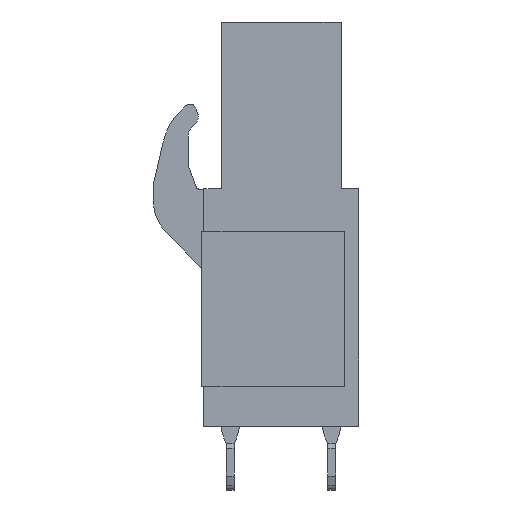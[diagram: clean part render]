
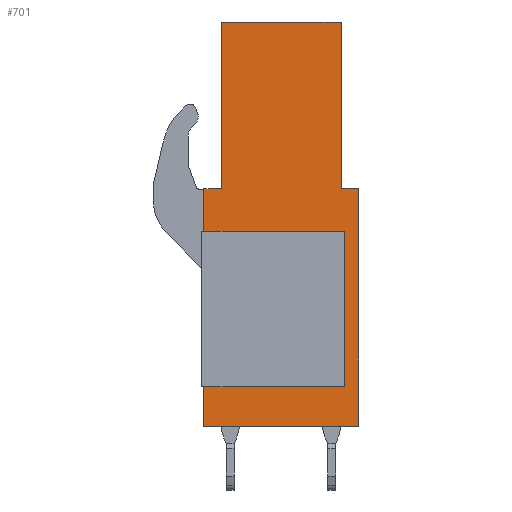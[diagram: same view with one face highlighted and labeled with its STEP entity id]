
A CAD part, left-side view. The second image highlights one B-rep face of the part: STEP entity #701.
In plain terms, the highlighted planar face has unit normal (-1, 0, 0).
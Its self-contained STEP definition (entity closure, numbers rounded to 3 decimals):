
#628=AXIS2_PLACEMENT_3D('Plane Axis2P3D',#625,#626,#627) ;
#36=CARTESIAN_POINT('Line Origine',(1.,3.875,23.45)) ;
#40=CARTESIAN_POINT('Vertex',(1.,0.875,23.45)) ;
#42=CARTESIAN_POINT('Vertex',(1.,6.875,23.45)) ;
#517=CARTESIAN_POINT('Vertex',(1.,7.75,3.2)) ;
#520=CARTESIAN_POINT('Line Origine',(1.,7.75,4.437)) ;
#524=CARTESIAN_POINT('Vertex',(1.,7.75,5.675)) ;
#531=CARTESIAN_POINT('Vertex',(1.,7.75,12.475)) ;
#534=CARTESIAN_POINT('Line Origine',(1.,7.75,13.787)) ;
#538=CARTESIAN_POINT('Vertex',(1.,7.75,15.1)) ;
#625=CARTESIAN_POINT('Axis2P3D Location',(1.,0.,0.)) ;
#630=CARTESIAN_POINT('Line Origine',(1.,4.225,12.475)) ;
#634=CARTESIAN_POINT('Vertex',(1.,0.7,12.475)) ;
#637=CARTESIAN_POINT('Line Origine',(1.,0.7,9.075)) ;
#641=CARTESIAN_POINT('Vertex',(1.,0.7,5.675)) ;
#644=CARTESIAN_POINT('Line Origine',(1.,4.225,5.675)) ;
#649=CARTESIAN_POINT('Line Origine',(1.,3.875,3.2)) ;
#653=CARTESIAN_POINT('Vertex',(1.,0.,3.2)) ;
#656=CARTESIAN_POINT('Line Origine',(1.,0.,9.15)) ;
#660=CARTESIAN_POINT('Vertex',(1.,0.,15.1)) ;
#663=CARTESIAN_POINT('Line Origine',(1.,0.438,15.1)) ;
#667=CARTESIAN_POINT('Vertex',(1.,0.875,15.1)) ;
#670=CARTESIAN_POINT('Line Origine',(1.,0.875,19.275)) ;
#675=CARTESIAN_POINT('Line Origine',(1.,6.875,19.275)) ;
#679=CARTESIAN_POINT('Vertex',(1.,6.875,15.1)) ;
#682=CARTESIAN_POINT('Line Origine',(1.,7.313,15.1)) ;
#37=DIRECTION('Vector Direction',(0.,1.,0.)) ;
#521=DIRECTION('Vector Direction',(0.,0.,1.)) ;
#535=DIRECTION('Vector Direction',(0.,0.,1.)) ;
#626=DIRECTION('Axis2P3D Direction',(1.,0.,0.)) ;
#627=DIRECTION('Axis2P3D XDirection',(0.,1.,0.)) ;
#631=DIRECTION('Vector Direction',(0.,-1.,0.)) ;
#638=DIRECTION('Vector Direction',(0.,0.,1.)) ;
#645=DIRECTION('Vector Direction',(0.,-1.,0.)) ;
#650=DIRECTION('Vector Direction',(0.,1.,0.)) ;
#657=DIRECTION('Vector Direction',(0.,0.,1.)) ;
#664=DIRECTION('Vector Direction',(0.,1.,0.)) ;
#671=DIRECTION('Vector Direction',(0.,0.,1.)) ;
#676=DIRECTION('Vector Direction',(0.,0.,1.)) ;
#683=DIRECTION('Vector Direction',(0.,-1.,0.)) ;
#38=VECTOR('Line Direction',#37,1.) ;
#522=VECTOR('Line Direction',#521,1.) ;
#536=VECTOR('Line Direction',#535,1.) ;
#632=VECTOR('Line Direction',#631,1.) ;
#639=VECTOR('Line Direction',#638,1.) ;
#646=VECTOR('Line Direction',#645,1.) ;
#651=VECTOR('Line Direction',#650,1.) ;
#658=VECTOR('Line Direction',#657,1.) ;
#665=VECTOR('Line Direction',#664,1.) ;
#672=VECTOR('Line Direction',#671,1.) ;
#677=VECTOR('Line Direction',#676,1.) ;
#684=VECTOR('Line Direction',#683,1.) ;
#688=ORIENTED_EDGE('',*,*,#636,.T.) ;
#689=ORIENTED_EDGE('',*,*,#643,.T.) ;
#690=ORIENTED_EDGE('',*,*,#648,.F.) ;
#691=ORIENTED_EDGE('',*,*,#526,.F.) ;
#692=ORIENTED_EDGE('',*,*,#655,.F.) ;
#693=ORIENTED_EDGE('',*,*,#662,.T.) ;
#694=ORIENTED_EDGE('',*,*,#669,.F.) ;
#695=ORIENTED_EDGE('',*,*,#674,.F.) ;
#696=ORIENTED_EDGE('',*,*,#44,.T.) ;
#697=ORIENTED_EDGE('',*,*,#681,.F.) ;
#698=ORIENTED_EDGE('',*,*,#686,.F.) ;
#699=ORIENTED_EDGE('',*,*,#540,.F.) ;
#701=ADVANCED_FACE('BLL5.08/23/180B 3.2SNOR 1682940000',(#700),#629,.F.) ;
#44=EDGE_CURVE('',#41,#43,#39,.T.) ;
#526=EDGE_CURVE('',#518,#525,#523,.T.) ;
#540=EDGE_CURVE('',#532,#539,#537,.T.) ;
#636=EDGE_CURVE('',#532,#635,#633,.T.) ;
#643=EDGE_CURVE('',#635,#642,#640,.F.) ;
#648=EDGE_CURVE('',#525,#642,#647,.T.) ;
#655=EDGE_CURVE('',#654,#518,#652,.T.) ;
#662=EDGE_CURVE('',#654,#661,#659,.T.) ;
#669=EDGE_CURVE('',#668,#661,#666,.F.) ;
#674=EDGE_CURVE('',#41,#668,#673,.F.) ;
#681=EDGE_CURVE('',#680,#43,#678,.T.) ;
#686=EDGE_CURVE('',#539,#680,#685,.T.) ;
#687=EDGE_LOOP('',(#688,#689,#690,#691,#692,#693,#694,#695,#696,#697,#698,#699)) ;
#700=FACE_OUTER_BOUND('',#687,.T.) ;
#39=LINE('Line',#36,#38) ;
#523=LINE('Line',#520,#522) ;
#537=LINE('Line',#534,#536) ;
#633=LINE('Line',#630,#632) ;
#640=LINE('Line',#637,#639) ;
#647=LINE('Line',#644,#646) ;
#652=LINE('Line',#649,#651) ;
#659=LINE('Line',#656,#658) ;
#666=LINE('Line',#663,#665) ;
#673=LINE('Line',#670,#672) ;
#678=LINE('Line',#675,#677) ;
#685=LINE('Line',#682,#684) ;
#629=PLANE('',#628) ;
#41=VERTEX_POINT('',#40) ;
#43=VERTEX_POINT('',#42) ;
#518=VERTEX_POINT('',#517) ;
#525=VERTEX_POINT('',#524) ;
#532=VERTEX_POINT('',#531) ;
#539=VERTEX_POINT('',#538) ;
#635=VERTEX_POINT('',#634) ;
#642=VERTEX_POINT('',#641) ;
#654=VERTEX_POINT('',#653) ;
#661=VERTEX_POINT('',#660) ;
#668=VERTEX_POINT('',#667) ;
#680=VERTEX_POINT('',#679) ;
